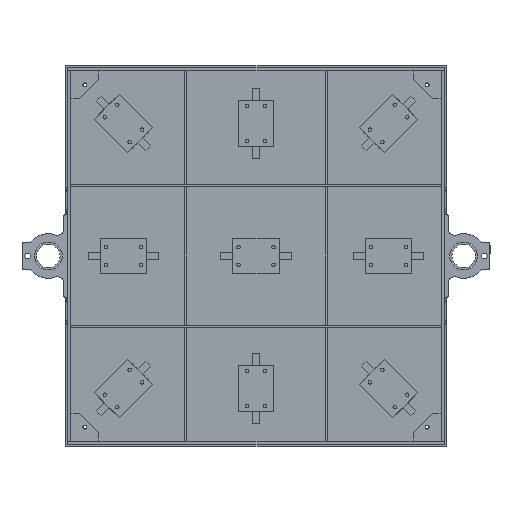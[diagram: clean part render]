
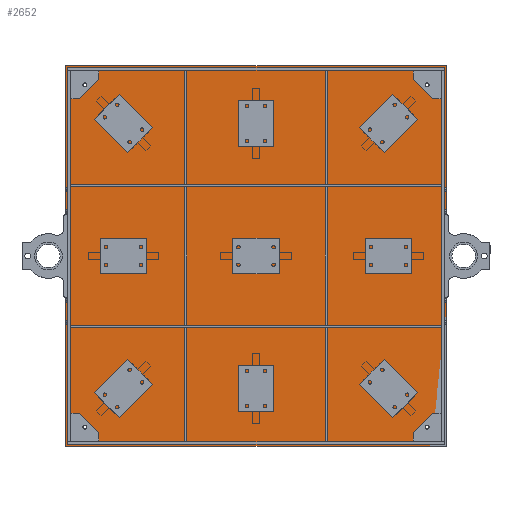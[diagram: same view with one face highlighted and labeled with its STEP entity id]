
A CAD part, front view. The second image highlights one B-rep face of the part: STEP entity #2652.
In plain terms, the highlighted planar face has unit normal (0, -1, 0).
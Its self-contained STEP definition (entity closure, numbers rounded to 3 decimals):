
#231 = LINE ( 'NONE', #20350, #20748 ) ;
#311 = CIRCLE ( 'NONE', #9881, 3.4 ) ;
#382 = CARTESIAN_POINT ( 'NONE',  ( -617.071, -0.5, -29.529 ) ) ;
#647 = CIRCLE ( 'NONE', #1511, 3.4 ) ;
#802 = PLANE ( 'NONE',  #9713 ) ;
#1272 = DIRECTION ( 'NONE',  ( 0., -1., 0. ) ) ;
#1511 = AXIS2_PLACEMENT_3D ( 'NONE', #2227, #4291, #22592 ) ;
#1599 = CARTESIAN_POINT ( 'NONE',  ( -650., -0.5, 0. ) ) ;
#1956 = EDGE_CURVE ( 'NONE', #5010, #25989, #16186, .T. ) ;
#2227 = CARTESIAN_POINT ( 'NONE',  ( -617.071, -0.5, -617.071 ) ) ;
#2652 = ADVANCED_FACE ( 'NONE', ( #11403, #17374, #17652, #11273, #17251 ), #802, .T. ) ;
#2833 = VERTEX_POINT ( 'NONE', #1599 ) ;
#3231 = ORIENTED_EDGE ( 'NONE', *, *, #16185, .F. ) ;
#3318 = CARTESIAN_POINT ( 'NONE',  ( -29.529, -0.5, -32.929 ) ) ;
#3522 = ORIENTED_EDGE ( 'NONE', *, *, #11722, .T. ) ;
#3580 = DIRECTION ( 'NONE',  ( 0., -1., 0. ) ) ;
#4149 = CIRCLE ( 'NONE', #10236, 3.4 ) ;
#4148 = CIRCLE ( 'NONE', #13690, 3.4 ) ;
#4291 = DIRECTION ( 'NONE',  ( 0., -1., 0. ) ) ;
#4336 = VERTEX_POINT ( 'NONE', #13418 ) ;
#4519 = DIRECTION ( 'NONE',  ( 0., 0., -1. ) ) ;
#4702 = CIRCLE ( 'NONE', #17278, 3.4 ) ;
#5010 = VERTEX_POINT ( 'NONE', #3318 ) ;
#5011 = EDGE_CURVE ( 'NONE', #26328, #26836, #13673, .T. ) ;
#5164 = DIRECTION ( 'NONE',  ( 0., -1., 0. ) ) ;
#5411 = EDGE_CURVE ( 'NONE', #25143, #15443, #647, .T. ) ;
#5651 = EDGE_CURVE ( 'NONE', #23353, #15855, #4149, .T. ) ;
#6509 = ORIENTED_EDGE ( 'NONE', *, *, #7060, .F. ) ;
#6657 = AXIS2_PLACEMENT_3D ( 'NONE', #25875, #14977, #4519 ) ;
#7060 = EDGE_CURVE ( 'NONE', #15855, #23353, #25006, .T. ) ;
#7272 = DIRECTION ( 'NONE',  ( 0., -1., 0. ) ) ;
#7822 = DIRECTION ( 'NONE',  ( 0., -1., 0. ) ) ;
#7879 = EDGE_CURVE ( 'NONE', #26836, #26328, #4702, .T. ) ;
#8001 = EDGE_CURVE ( 'NONE', #18474, #20481, #231, .T. ) ;
#9124 = EDGE_LOOP ( 'NONE', ( #11721, #13859 ) ) ;
#9713 = AXIS2_PLACEMENT_3D ( 'NONE', #13042, #5164, #23337 ) ;
#9881 = AXIS2_PLACEMENT_3D ( 'NONE', #15953, #7272, #23811 ) ;
#10236 = AXIS2_PLACEMENT_3D ( 'NONE', #11463, #21912, #11998 ) ;
#10959 = LINE ( 'NONE', #11368, #23939 ) ;
#10963 = VECTOR ( 'NONE', #21693, 1000. ) ;
#11273 = FACE_BOUND ( 'NONE', #9124, .T. ) ;
#11368 = CARTESIAN_POINT ( 'NONE',  ( 0., -0.5, 0. ) ) ;
#11403 = FACE_BOUND ( 'NONE', #25757, .T. ) ;
#11463 = CARTESIAN_POINT ( 'NONE',  ( -32.929, -0.5, -617.071 ) ) ;
#11721 = ORIENTED_EDGE ( 'NONE', *, *, #5011, .F. ) ;
#11722 = EDGE_CURVE ( 'NONE', #2833, #4336, #12479, .T. ) ;
#11737 = CARTESIAN_POINT ( 'NONE',  ( -32.929, -0.5, -617.071 ) ) ;
#11872 = DIRECTION ( 'NONE',  ( 0., 0., -1. ) ) ;
#11998 = DIRECTION ( 'NONE',  ( 0., 0., -1. ) ) ;
#12479 = LINE ( 'NONE', #22626, #24299 ) ;
#12639 = CARTESIAN_POINT ( 'NONE',  ( -620.471, -0.5, -617.071 ) ) ;
#12873 = CARTESIAN_POINT ( 'NONE',  ( -32.929, -0.5, -620.471 ) ) ;
#13042 = CARTESIAN_POINT ( 'NONE',  ( 0., -0.5, 0. ) ) ;
#13260 = EDGE_CURVE ( 'NONE', #20481, #2833, #10959, .T. ) ;
#13418 = CARTESIAN_POINT ( 'NONE',  ( -650., -0.5, -650. ) ) ;
#13427 = CARTESIAN_POINT ( 'NONE',  ( -650., -0.5, -650. ) ) ;
#13673 = CIRCLE ( 'NONE', #22313, 3.4 ) ;
#13690 = AXIS2_PLACEMENT_3D ( 'NONE', #26525, #7822, #18015 ) ;
#13796 = EDGE_LOOP ( 'NONE', ( #16763, #26516 ) ) ;
#13859 = ORIENTED_EDGE ( 'NONE', *, *, #7879, .F. ) ;
#14421 = ORIENTED_EDGE ( 'NONE', *, *, #8001, .T. ) ;
#14977 = DIRECTION ( 'NONE',  ( 0., -1., 0. ) ) ;
#15443 = VERTEX_POINT ( 'NONE', #12639 ) ;
#15600 = LINE ( 'NONE', #13427, #10963 ) ;
#15855 = VERTEX_POINT ( 'NONE', #12873 ) ;
#15946 = CARTESIAN_POINT ( 'NONE',  ( 0., -0.5, -650. ) ) ;
#15953 = CARTESIAN_POINT ( 'NONE',  ( -32.929, -0.5, -32.929 ) ) ;
#16144 = DIRECTION ( 'NONE',  ( 0., 0., 1. ) ) ;
#16185 = EDGE_CURVE ( 'NONE', #15443, #25143, #4148, .T. ) ;
#16186 = CIRCLE ( 'NONE', #6657, 3.4 ) ;
#16665 = DIRECTION ( 'NONE',  ( 0., 0., -1. ) ) ;
#16763 = ORIENTED_EDGE ( 'NONE', *, *, #19812, .F. ) ;
#17251 = FACE_OUTER_BOUND ( 'NONE', #21102, .T. ) ;
#17278 = AXIS2_PLACEMENT_3D ( 'NONE', #17657, #17928, #25921 ) ;
#17374 = FACE_BOUND ( 'NONE', #24828, .T. ) ;
#17652 = FACE_BOUND ( 'NONE', #13796, .T. ) ;
#17657 = CARTESIAN_POINT ( 'NONE',  ( -617.071, -0.5, -32.929 ) ) ;
#17847 = DIRECTION ( 'NONE',  ( 0., 0., -1. ) ) ;
#17928 = DIRECTION ( 'NONE',  ( 0., -1., 0. ) ) ;
#17992 = CARTESIAN_POINT ( 'NONE',  ( -617.071, -0.5, -32.929 ) ) ;
#18015 = DIRECTION ( 'NONE',  ( 0., 0., -1. ) ) ;
#18474 = VERTEX_POINT ( 'NONE', #15946 ) ;
#19812 = EDGE_CURVE ( 'NONE', #25989, #5010, #311, .T. ) ;
#20106 = CARTESIAN_POINT ( 'NONE',  ( -36.329, -0.5, -32.929 ) ) ;
#20331 = ORIENTED_EDGE ( 'NONE', *, *, #24465, .T. ) ;
#20350 = CARTESIAN_POINT ( 'NONE',  ( 0., -0.5, -650. ) ) ;
#20481 = VERTEX_POINT ( 'NONE', #26754 ) ;
#20748 = VECTOR ( 'NONE', #16144, 1000. ) ;
#21102 = EDGE_LOOP ( 'NONE', ( #3522, #20331, #14421, #23013 ) ) ;
#21693 = DIRECTION ( 'NONE',  ( 1., 0., 0. ) ) ;
#21912 = DIRECTION ( 'NONE',  ( 0., -1., 0. ) ) ;
#22313 = AXIS2_PLACEMENT_3D ( 'NONE', #17992, #3580, #11872 ) ;
#22592 = DIRECTION ( 'NONE',  ( 0., 0., -1. ) ) ;
#22626 = CARTESIAN_POINT ( 'NONE',  ( -650., -0.5, 0. ) ) ;
#23013 = ORIENTED_EDGE ( 'NONE', *, *, #13260, .T. ) ;
#23337 = DIRECTION ( 'NONE',  ( 0., 0., -1. ) ) ;
#23353 = VERTEX_POINT ( 'NONE', #24917 ) ;
#23706 = DIRECTION ( 'NONE',  ( -1., 0., 0. ) ) ;
#23811 = DIRECTION ( 'NONE',  ( 0., 0., -1. ) ) ;
#23939 = VECTOR ( 'NONE', #23706, 1000. ) ;
#24299 = VECTOR ( 'NONE', #16665, 1000. ) ;
#24465 = EDGE_CURVE ( 'NONE', #4336, #18474, #15600, .T. ) ;
#24828 = EDGE_LOOP ( 'NONE', ( #25357, #6509 ) ) ;
#24917 = CARTESIAN_POINT ( 'NONE',  ( -32.929, -0.5, -613.671 ) ) ;
#25006 = CIRCLE ( 'NONE', #26755, 3.4 ) ;
#25143 = VERTEX_POINT ( 'NONE', #26793 ) ;
#25357 = ORIENTED_EDGE ( 'NONE', *, *, #5651, .F. ) ;
#25425 = CARTESIAN_POINT ( 'NONE',  ( -617.071, -0.5, -36.329 ) ) ;
#25757 = EDGE_LOOP ( 'NONE', ( #3231, #26157 ) ) ;
#25875 = CARTESIAN_POINT ( 'NONE',  ( -32.929, -0.5, -32.929 ) ) ;
#25921 = DIRECTION ( 'NONE',  ( 0., 0., -1. ) ) ;
#25989 = VERTEX_POINT ( 'NONE', #20106 ) ;
#26157 = ORIENTED_EDGE ( 'NONE', *, *, #5411, .F. ) ;
#26328 = VERTEX_POINT ( 'NONE', #382 ) ;
#26516 = ORIENTED_EDGE ( 'NONE', *, *, #1956, .F. ) ;
#26525 = CARTESIAN_POINT ( 'NONE',  ( -617.071, -0.5, -617.071 ) ) ;
#26754 = CARTESIAN_POINT ( 'NONE',  ( 0., -0.5, 0. ) ) ;
#26755 = AXIS2_PLACEMENT_3D ( 'NONE', #11737, #1272, #17847 ) ;
#26793 = CARTESIAN_POINT ( 'NONE',  ( -613.671, -0.5, -617.071 ) ) ;
#26836 = VERTEX_POINT ( 'NONE', #25425 ) ;
